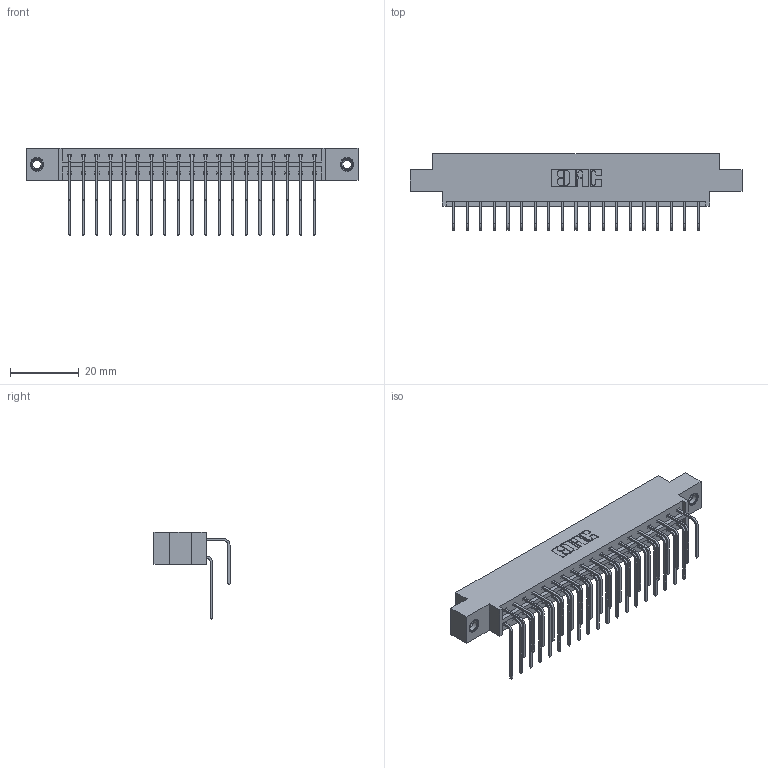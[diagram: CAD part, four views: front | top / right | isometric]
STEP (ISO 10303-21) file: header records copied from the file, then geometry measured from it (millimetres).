
FILE_DESCRIPTION (( 'STEP AP203' ), '1' );
FILE_NAME ('833-038-558-807.STEP', '2020-06-03T13:47:03', ( '' ), ( '' ), 'SwSTEP 2.0', 'SolidWorks 2020', '' );
FILE_SCHEMA (( 'CONFIG_CONTROL_DESIGN' ));
Length unit declared in the file: inch
Products named in the file (5): 345-292-001_558 Tail - 2; 345-292-001_558 559 Tail - 1; 833-038-558-807; 345-250-001_345-250-005-103; 833 Part_Offset - .156 Dia - TI
Assembly tree (41 placements, depth 2):
  833-038-558-807
    833 Part_Offset - .156 Dia - TI
    345-292-001_558 559 Tail - 1  x19
    345-292-001_558 Tail - 2  x19
    345-250-001_345-250-005-103  x2
Bounding box: 96.82 x 22.17 x 25.53 mm (x, y, z)
Volume: 9648.1 mm3; surface area: 12506.1 mm2
Topology: 41 solids, 41 shells, 2230 faces, 6577 edges, 4326 vertices
Faces by surface type: plane 1550, cylinder 664, cone 12, torus 4
Entity records: 18300 total; most frequent: CARTESIAN_POINT 3096, ORIENTED_EDGE 2974, DIRECTION 2697, EDGE_CURVE 1487, LINE 1299, VECTOR 1299, VERTEX_POINT 984, AXIS2_PLACEMENT_3D 699
